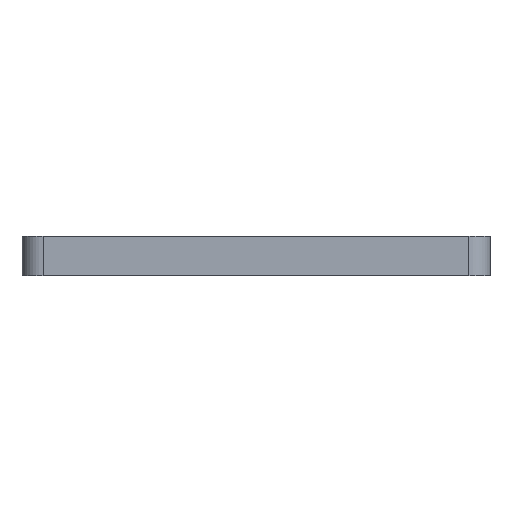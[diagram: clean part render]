
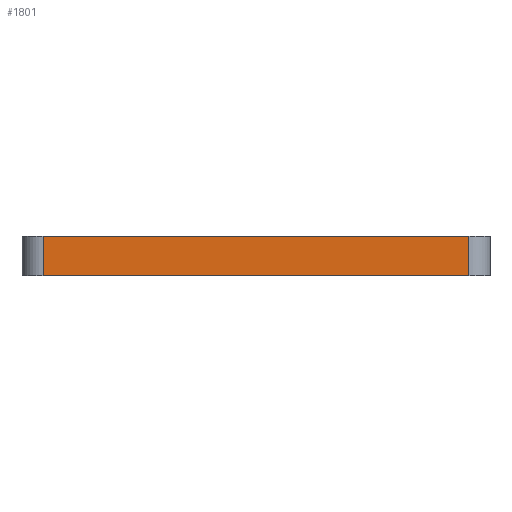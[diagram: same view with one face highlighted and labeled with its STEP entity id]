
A CAD part, left-side view. The second image highlights one B-rep face of the part: STEP entity #1801.
In plain terms, the highlighted planar face has unit normal (-1, 0, 0).
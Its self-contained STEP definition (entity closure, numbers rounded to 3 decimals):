
#90=PLANE('',#2014);
#179=FACE_OUTER_BOUND('',#287,.T.);
#287=EDGE_LOOP('',(#1619,#1620,#1621,#1622));
#413=LINE('',#2918,#591);
#433=LINE('',#2978,#611);
#474=LINE('',#3072,#652);
#475=LINE('',#3074,#653);
#591=VECTOR('',#2379,1000.);
#611=VECTOR('',#2427,10.);
#652=VECTOR('',#2524,1000.);
#653=VECTOR('',#2527,1000.);
#858=VERTEX_POINT('',#2915);
#859=VERTEX_POINT('',#2917);
#884=VERTEX_POINT('',#2975);
#885=VERTEX_POINT('',#2977);
#1080=EDGE_CURVE('',#859,#858,#413,.T.);
#1110=EDGE_CURVE('',#884,#885,#433,.F.);
#1162=EDGE_CURVE('',#885,#858,#474,.T.);
#1163=EDGE_CURVE('',#884,#859,#475,.T.);
#1619=ORIENTED_EDGE('',*,*,#1080,.T.);
#1620=ORIENTED_EDGE('',*,*,#1162,.F.);
#1621=ORIENTED_EDGE('',*,*,#1110,.F.);
#1622=ORIENTED_EDGE('',*,*,#1163,.T.);
#1801=ADVANCED_FACE('',(#179),#90,.F.);
#2014=AXIS2_PLACEMENT_3D('',#3073,#2525,#2526);
#2379=DIRECTION('',(0.,-1.,0.));
#2427=DIRECTION('',(0.,1.,0.));
#2524=DIRECTION('',(0.,0.,-1.));
#2525=DIRECTION('center_axis',(1.,0.,0.));
#2526=DIRECTION('ref_axis',(0.,1.,0.));
#2527=DIRECTION('',(0.,0.,-1.));
#2915=CARTESIAN_POINT('',(-37.689,-187.154,-4.95));
#2917=CARTESIAN_POINT('',(-37.689,-25.354,-4.95));
#2918=CARTESIAN_POINT('',(-37.689,0.,-4.95));
#2975=CARTESIAN_POINT('',(-37.689,-25.354,10.05));
#2977=CARTESIAN_POINT('',(-37.689,-187.154,10.05));
#2978=CARTESIAN_POINT('',(-37.689,0.,10.05));
#3072=CARTESIAN_POINT('',(-37.689,-187.154,-2.95));
#3073=CARTESIAN_POINT('Origin',(-37.689,0.,
-2.95));
#3074=CARTESIAN_POINT('',(-37.689,-25.354,-2.95));
